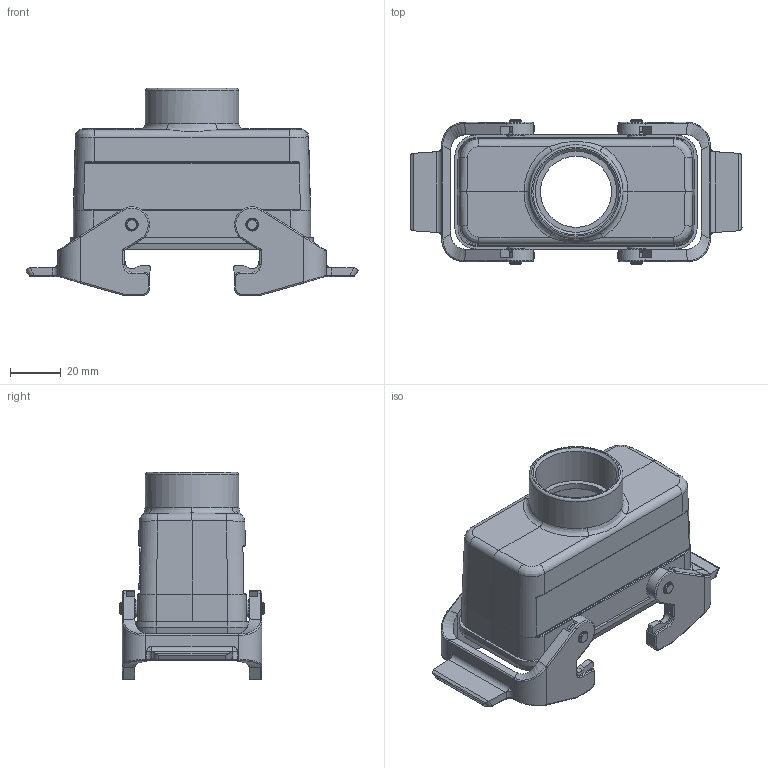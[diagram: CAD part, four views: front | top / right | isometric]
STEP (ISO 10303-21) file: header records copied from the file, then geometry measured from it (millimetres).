
FILE_DESCRIPTION(/* description */ (''),/* implementation_level */ '2;1');
FILE_NAME(/* name */ '100700554ugm000_a.stp',/* time_stamp */ '2017-01-10T11:39:59+01:00',/* author */ (''),/* organization */ (''),/* preprocessor_version */ 'ST-DEVELOPER v16',/* originating_system */ 'SIEMENS PLM Software NX 10.0',/* authorisation */ '');
FILE_SCHEMA (('AUTOMOTIVE_DESIGN { 1 0 10303 214 3 1 1 1 }'));
Length unit declared in the file: millimetre
Products named in the file (1): 100700554ugm000_a
Bounding box: 130.9 x 57 x 81.7 mm (x, y, z)
Volume: 73103.1 mm3; surface area: 47392.7 mm2
Topology: 3 solids, 3 shells, 752 faces, 2214 edges, 1764 vertices
Faces by surface type: plane 322, cylinder 215, bspline 170, cone 23, torus 22
Full cylindrical faces by diameter (mm): 2.05 x4, 2.95 x4, 3 x4, 3.1 x4, 4.8 x4, 5.1 x4, 7 x4, 28 x1, 32 x1, 37 x1
Entity records: 34530 total; most frequent: CARTESIAN_POINT 10789, ORIENTED_EDGE 3636, DIRECTION 3262, EDGE_CURVE 1818, VERTEX_POINT 1172, AXIS2_PLACEMENT_3D 1101, LINE 1060, VECTOR 1060
